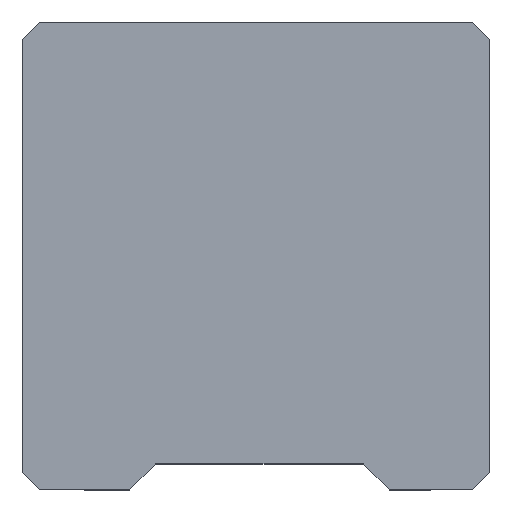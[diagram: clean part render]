
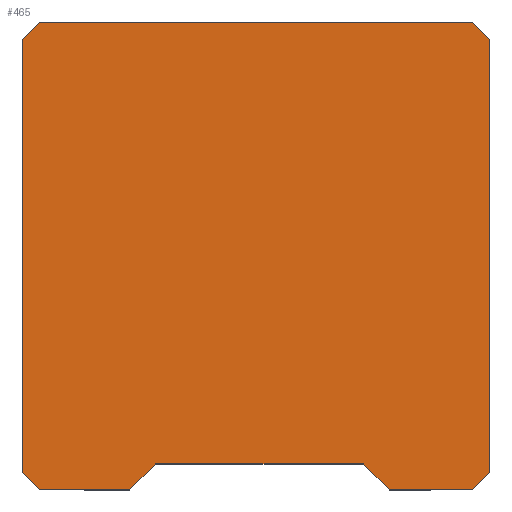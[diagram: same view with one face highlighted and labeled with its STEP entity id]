
A CAD part, top view. The second image highlights one B-rep face of the part: STEP entity #465.
In plain terms, the highlighted planar face has unit normal (0, 0, 1).
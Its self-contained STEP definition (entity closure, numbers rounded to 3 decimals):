
#2 = VECTOR ( 'NONE', #121, 1000. ) ;
#10 = ORIENTED_EDGE ( 'NONE', *, *, #317, .T. ) ;
#21 = VECTOR ( 'NONE', #25, 1000. ) ;
#22 = VERTEX_POINT ( 'NONE', #368 ) ;
#23 = CARTESIAN_POINT ( 'NONE',  ( 0., -26., 1. ) ) ;
#25 = DIRECTION ( 'NONE',  ( -1., 0., 0. ) ) ;
#26 = AXIS2_PLACEMENT_3D ( 'NONE', #115, #230, #152 ) ;
#30 = ORIENTED_EDGE ( 'NONE', *, *, #467, .F. ) ;
#32 = DIRECTION ( 'NONE',  ( -0.707, -0.707, 0. ) ) ;
#33 = CARTESIAN_POINT ( 'NONE',  ( 0.5, -0.5, 1. ) ) ;
#48 = CARTESIAN_POINT ( 'NONE',  ( 6.201, -27., 1. ) ) ;
#60 = VERTEX_POINT ( 'NONE', #363 ) ;
#62 = CARTESIAN_POINT ( 'NONE',  ( 0., -25.5, 1. ) ) ;
#63 = DIRECTION ( 'NONE',  ( 1., 0., 0. ) ) ;
#72 = ORIENTED_EDGE ( 'NONE', *, *, #96, .F. ) ;
#78 = CARTESIAN_POINT ( 'NONE',  ( 13., 13., 1. ) ) ;
#92 = EDGE_CURVE ( 'NONE', #159, #22, #200, .T. ) ;
#96 = EDGE_CURVE ( 'NONE', #186, #254, #126, .T. ) ;
#98 = VECTOR ( 'NONE', #457, 1000. ) ;
#104 = LINE ( 'NONE', #255, #175 ) ;
#107 = CARTESIAN_POINT ( 'NONE',  ( 0., -27., 1. ) ) ;
#108 = LINE ( 'NONE', #33, #410 ) ;
#109 = ORIENTED_EDGE ( 'NONE', *, *, #325, .T. ) ;
#115 = CARTESIAN_POINT ( 'NONE',  ( 0., 0., 1. ) ) ;
#119 = CARTESIAN_POINT ( 'NONE',  ( 0., 0., 1. ) ) ;
#121 = DIRECTION ( 'NONE',  ( 0., -1., 0. ) ) ;
#126 = LINE ( 'NONE', #62, #21 ) ;
#127 = ORIENTED_EDGE ( 'NONE', *, *, #323, .F. ) ;
#128 = ORIENTED_EDGE ( 'NONE', *, *, #222, .T. ) ;
#133 = VERTEX_POINT ( 'NONE', #403 ) ;
#138 = CARTESIAN_POINT ( 'NONE',  ( 26.5, -26.5, 1. ) ) ;
#140 = ORIENTED_EDGE ( 'NONE', *, *, #415, .F. ) ;
#146 = VERTEX_POINT ( 'NONE', #23 ) ;
#151 = EDGE_LOOP ( 'NONE', ( #201, #128, #30, #109, #399, #221, #424, #10, #239, #140, #72, #127 ) ) ;
#152 = DIRECTION ( 'NONE',  ( 1., 0., 0. ) ) ;
#157 = CARTESIAN_POINT ( 'NONE',  ( 27., -26., 1. ) ) ;
#159 = VERTEX_POINT ( 'NONE', #199 ) ;
#162 = VECTOR ( 'NONE', #433, 1000. ) ;
#174 = CARTESIAN_POINT ( 'NONE',  ( 7.701, -25.5, 1. ) ) ;
#175 = VECTOR ( 'NONE', #466, 1000. ) ;
#177 = VERTEX_POINT ( 'NONE', #406 ) ;
#184 = LINE ( 'NONE', #78, #189 ) ;
#186 = VERTEX_POINT ( 'NONE', #443 ) ;
#187 = CARTESIAN_POINT ( 'NONE',  ( 26., -27., 1. ) ) ;
#189 = VECTOR ( 'NONE', #311, 1000. ) ;
#194 = VECTOR ( 'NONE', #269, 1000. ) ;
#199 = CARTESIAN_POINT ( 'NONE',  ( 1., 0., 1. ) ) ;
#200 = LINE ( 'NONE', #326, #280 ) ;
#201 = ORIENTED_EDGE ( 'NONE', *, *, #476, .T. ) ;
#217 = CARTESIAN_POINT ( 'NONE',  ( -13., -13., 1. ) ) ;
#221 = ORIENTED_EDGE ( 'NONE', *, *, #231, .T. ) ;
#222 = EDGE_CURVE ( 'NONE', #320, #338, #371, .T. ) ;
#230 = DIRECTION ( 'NONE',  ( 0., 0., 1. ) ) ;
#231 = EDGE_CURVE ( 'NONE', #159, #362, #108, .T. ) ;
#237 = FACE_OUTER_BOUND ( 'NONE', #151, .T. ) ;
#239 = ORIENTED_EDGE ( 'NONE', *, *, #302, .T. ) ;
#244 = LINE ( 'NONE', #391, #2 ) ;
#249 = DIRECTION ( 'NONE',  ( 0.707, 0.707, 0. ) ) ;
#254 = VERTEX_POINT ( 'NONE', #174 ) ;
#255 = CARTESIAN_POINT ( 'NONE',  ( 16.6, -16.6, 1. ) ) ;
#262 = LINE ( 'NONE', #119, #162 ) ;
#269 = DIRECTION ( 'NONE',  ( 1., 0., 0. ) ) ;
#280 = VECTOR ( 'NONE', #63, 1000. ) ;
#290 = LINE ( 'NONE', #107, #98 ) ;
#302 = EDGE_CURVE ( 'NONE', #133, #463, #290, .T. ) ;
#311 = DIRECTION ( 'NONE',  ( -0.707, 0.707, 0. ) ) ;
#317 = EDGE_CURVE ( 'NONE', #146, #133, #402, .T. ) ;
#319 = LINE ( 'NONE', #496, #397 ) ;
#320 = VERTEX_POINT ( 'NONE', #187 ) ;
#323 = EDGE_CURVE ( 'NONE', #60, #186, #319, .T. ) ;
#325 = EDGE_CURVE ( 'NONE', #177, #22, #184, .T. ) ;
#326 = CARTESIAN_POINT ( 'NONE',  ( 0., 0., 1. ) ) ;
#338 = VERTEX_POINT ( 'NONE', #157 ) ;
#349 = PLANE ( 'NONE',  #26 ) ;
#353 = CARTESIAN_POINT ( 'NONE',  ( 0., -1., 1. ) ) ;
#362 = VERTEX_POINT ( 'NONE', #353 ) ;
#363 = CARTESIAN_POINT ( 'NONE',  ( 21.201, -27., 1. ) ) ;
#368 = CARTESIAN_POINT ( 'NONE',  ( 26., 0., 1. ) ) ;
#371 = LINE ( 'NONE', #138, #423 ) ;
#376 = DIRECTION ( 'NONE',  ( 0.707, -0.707, 0. ) ) ;
#387 = LINE ( 'NONE', #431, #194 ) ;
#391 = CARTESIAN_POINT ( 'NONE',  ( 27., 0., 1. ) ) ;
#397 = VECTOR ( 'NONE', #434, 1000. ) ;
#399 = ORIENTED_EDGE ( 'NONE', *, *, #92, .F. ) ;
#402 = LINE ( 'NONE', #217, #441 ) ;
#403 = CARTESIAN_POINT ( 'NONE',  ( 1., -27., 1. ) ) ;
#406 = CARTESIAN_POINT ( 'NONE',  ( 27., -1., 1. ) ) ;
#410 = VECTOR ( 'NONE', #32, 1000. ) ;
#415 = EDGE_CURVE ( 'NONE', #254, #463, #104, .T. ) ;
#423 = VECTOR ( 'NONE', #249, 1000. ) ;
#424 = ORIENTED_EDGE ( 'NONE', *, *, #464, .T. ) ;
#431 = CARTESIAN_POINT ( 'NONE',  ( 0., -27., 1. ) ) ;
#433 = DIRECTION ( 'NONE',  ( 0., -1., 0. ) ) ;
#434 = DIRECTION ( 'NONE',  ( -0.707, 0.707, 0. ) ) ;
#441 = VECTOR ( 'NONE', #376, 1000. ) ;
#443 = CARTESIAN_POINT ( 'NONE',  ( 19.701, -25.5, 1. ) ) ;
#457 = DIRECTION ( 'NONE',  ( 1., 0., 0. ) ) ;
#463 = VERTEX_POINT ( 'NONE', #48 ) ;
#464 = EDGE_CURVE ( 'NONE', #362, #146, #262, .T. ) ;
#465 = ADVANCED_FACE ( 'NONE', ( #237 ), #349, .T. ) ;
#466 = DIRECTION ( 'NONE',  ( -0.707, -0.707, 0. ) ) ;
#467 = EDGE_CURVE ( 'NONE', #177, #338, #244, .T. ) ;
#476 = EDGE_CURVE ( 'NONE', #60, #320, #387, .T. ) ;
#496 = CARTESIAN_POINT ( 'NONE',  ( -2.9, -2.9, 1. ) ) ;
